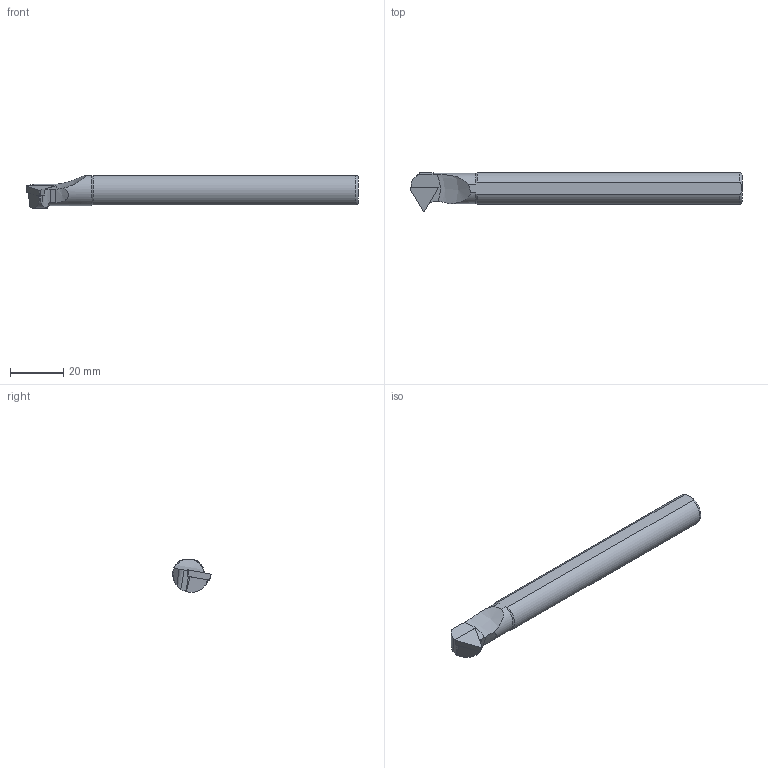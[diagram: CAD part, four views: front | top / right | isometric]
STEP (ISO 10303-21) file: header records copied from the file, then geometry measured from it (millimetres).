
FILE_DESCRIPTION(/* description */ (''),/* implementation_level */ '2;1');
FILE_NAME(/* name */ 'S12K-ST-CR-11.stp',/* time_stamp */ '2023-10-18T17:02:29+03:00',/* author */ (''),/* organization */ (''),/* preprocessor_version */ 'ST-DEVELOPER v19.4',/* originating_system */ 'SIEMENS PLM Software NX2306.3001',/* authorisation */ '');
FILE_SCHEMA (('AUTOMOTIVE_DESIGN { 1 0 10303 214 3 1 1 1 }'));
Length unit declared in the file: millimetre
Products named in the file (1): S12K ST-CR 11-LIGHT_objects
Bounding box: 124.71 x 14.61 x 12.28 mm (x, y, z)
Volume: 12807.2 mm3; surface area: 4875.8 mm2
Topology: 2 solids, 2 shells, 36 faces, 94 edges, 62 vertices
Faces by surface type: plane 18, cone 11, cylinder 5, torus 1, bspline 1
Entity records: 1719 total; most frequent: CARTESIAN_POINT 825, ORIENTED_EDGE 184, DIRECTION 168, EDGE_CURVE 92, AXIS2_PLACEMENT_3D 62, VERTEX_POINT 61, LINE 44, VECTOR 44
